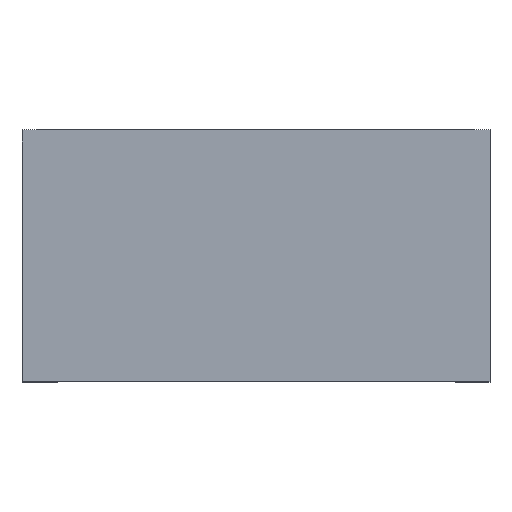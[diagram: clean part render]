
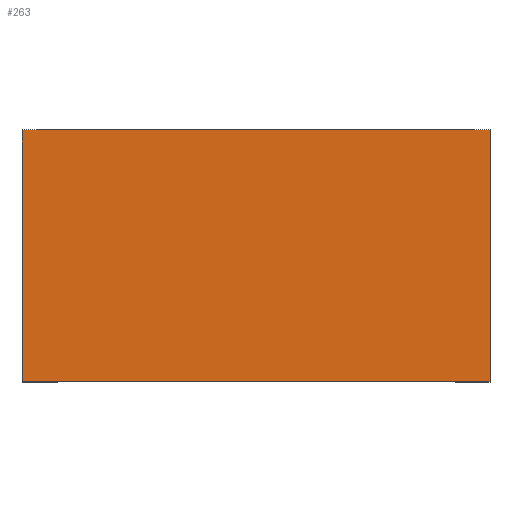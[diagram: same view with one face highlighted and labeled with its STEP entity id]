
A CAD part, top view. The second image highlights one B-rep face of the part: STEP entity #263.
In plain terms, the highlighted planar face has unit normal (0, 0, 1).
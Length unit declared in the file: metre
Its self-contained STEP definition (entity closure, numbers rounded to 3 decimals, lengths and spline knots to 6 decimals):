
#48=ORIENTED_EDGE('',*,*,#111,.F.);
#49=ORIENTED_EDGE('',*,*,#103,.T.);
#50=ORIENTED_EDGE('',*,*,#112,.T.);
#51=ORIENTED_EDGE('',*,*,#91,.F.);
#91=EDGE_CURVE('',#127,#128,#151,.T.);
#103=EDGE_CURVE('',#140,#139,#163,.T.);
#111=EDGE_CURVE('',#140,#127,#171,.T.);
#112=EDGE_CURVE('',#139,#128,#172,.T.);
#127=VERTEX_POINT('',#381);
#128=VERTEX_POINT('',#383);
#139=VERTEX_POINT('',#406);
#140=VERTEX_POINT('',#408);
#151=LINE('',#382,#187);
#163=LINE('',#407,#199);
#171=LINE('',#421,#207);
#172=LINE('',#423,#208);
#187=VECTOR('',#310,1.);
#199=VECTOR('',#324,1.);
#207=VECTOR('',#336,1.);
#208=VECTOR('',#339,1.);
#221=EDGE_LOOP('',(#48,#49,#50,#51));
#235=FACE_BOUND('',#221,.T.);
#249=PLANE('',#290);
#263=ADVANCED_FACE('',(#235),#249,.T.);
#290=AXIS2_PLACEMENT_3D('',#424,#340,#341);
#310=DIRECTION('',(1.,0.,0.));
#324=DIRECTION('',(1.,0.,0.));
#336=DIRECTION('',(0.,1.,0.));
#339=DIRECTION('',(0.,1.,0.));
#340=DIRECTION('',(0.,0.,1.));
#341=DIRECTION('',(1.,0.,0.));
#381=CARTESIAN_POINT('',(0.,0.07,0.005));
#382=CARTESIAN_POINT('',(0.065,0.07,0.005));
#383=CARTESIAN_POINT('',(0.13,0.07,0.005));
#406=CARTESIAN_POINT('',(0.13,0.,0.005));
#407=CARTESIAN_POINT('',(0.065,0.,0.005));
#408=CARTESIAN_POINT('',(0.,0.,0.005));
#421=CARTESIAN_POINT('',(0.,0.035,0.005));
#423=CARTESIAN_POINT('',(0.13,0.035,0.005));
#424=CARTESIAN_POINT('',(0.065,0.035,0.005));
